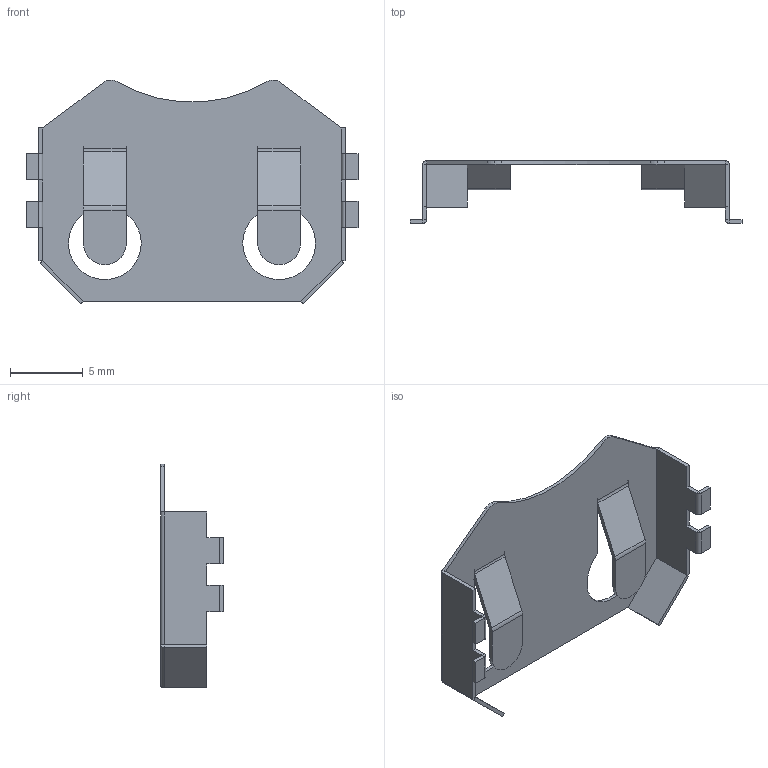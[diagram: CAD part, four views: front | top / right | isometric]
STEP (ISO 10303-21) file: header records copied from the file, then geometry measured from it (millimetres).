
FILE_DESCRIPTION (( 'STEP AP214' ), '1' );
FILE_NAME ('BK-912-TR.STEP', '2019-03-12T19:36:37', ( '' ), ( '' ), 'SwSTEP 2.0', 'SolidWorks 2017', '' );
FILE_SCHEMA (( 'AUTOMOTIVE_DESIGN' ));
Length unit declared in the file: millimetre
Products named in the file (1): BK-912-TR
Bounding box: 22.86 x 4.32 x 15.42 mm (x, y, z)
Volume: 89.8 mm3; surface area: 765.4 mm2
Topology: 1 solids, 1 shells, 138 faces, 312 edges, 176 vertices
Faces by surface type: plane 113, cylinder 25
Entity records: 3740 total; most frequent: DIRECTION 640, CARTESIAN_POINT 627, ORIENTED_EDGE 624, EDGE_CURVE 312, LINE 262, VECTOR 262, AXIS2_PLACEMENT_3D 189, VERTEX_POINT 176
